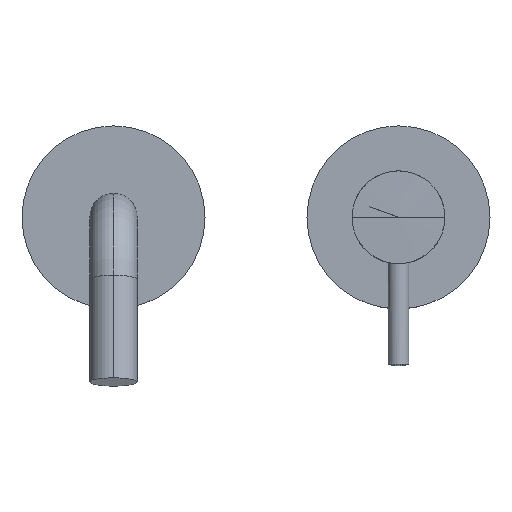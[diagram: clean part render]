
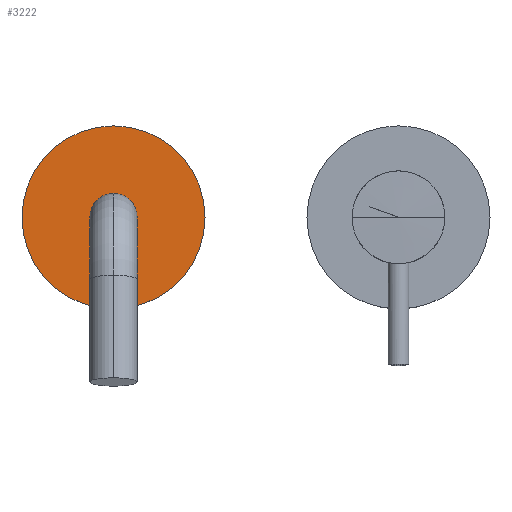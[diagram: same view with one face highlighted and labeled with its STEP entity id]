
A CAD part, top view. The second image highlights one B-rep face of the part: STEP entity #3222.
In plain terms, the highlighted planar face has unit normal (0, 0, 1).
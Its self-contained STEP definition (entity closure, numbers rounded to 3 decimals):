
#3065=CARTESIAN_POINT('',(-109.,0.,54.));
#3066=DIRECTION('',(0.,0.,1.));
#3067=DIRECTION('',(0.,1.,0.));
#3068=AXIS2_PLACEMENT_3D('',#3065,#3066,#3067);
#3074=CARTESIAN_POINT('',(-109.,0.,54.));
#3075=DIRECTION('',(0.,0.,1.));
#3076=DIRECTION('',(-1.,0.,0.));
#3077=AXIS2_PLACEMENT_3D('',#3074,#3075,#3076);
#3079=CARTESIAN_POINT('',(-109.,0.,54.));
#3080=DIRECTION('',(0.,0.,-1.));
#3081=DIRECTION('',(-1.,0.,0.));
#3082=AXIS2_PLACEMENT_3D('',#3079,#3080,#3081);
#3102=CARTESIAN_POINT('',(-109.,0.,54.));
#3103=DIRECTION('',(0.,0.,1.));
#3104=DIRECTION('',(0.,-1.,0.));
#3105=AXIS2_PLACEMENT_3D('',#3102,#3103,#3104);
#3172=CARTESIAN_POINT('',(-144.,0.,54.));
#3174=VERTEX_POINT('',#3172);
#3176=CARTESIAN_POINT('',(-74.,0.,54.));
#3178=VERTEX_POINT('',#3176);
#3179=CARTESIAN_POINT('',(-109.,-9.,54.));
#3180=CARTESIAN_POINT('',(-109.,9.,54.));
#3181=VERTEX_POINT('',#3179);
#3182=VERTEX_POINT('',#3180);
#3206=CARTESIAN_POINT('',(-109.,0.,54.));
#3207=DIRECTION('',(0.,0.,-1.));
#3208=DIRECTION('',(1.,0.,0.));
#3209=AXIS2_PLACEMENT_3D('',#3206,#3207,#3208);
#3210=PLANE('',#3209);
#3212=ORIENTED_EDGE('',*,*,#3211,.F.);
#3214=ORIENTED_EDGE('',*,*,#3213,.T.);
#3215=EDGE_LOOP('',(#3212,#3214));
#3216=FACE_OUTER_BOUND('',#3215,.F.);
#3218=ORIENTED_EDGE('',*,*,#3217,.T.);
#3219=ORIENTED_EDGE('',*,*,#3188,.T.);
#3220=EDGE_LOOP('',(#3218,#3219));
#3221=FACE_BOUND('',#3220,.F.);
#3222=ADVANCED_FACE('',(#3216,#3221),#3210,.F.);
#3069=CIRCLE('',#3068,9.);
#3078=CIRCLE('',#3077,35.);
#3083=CIRCLE('',#3082,35.);
#3106=CIRCLE('',#3105,9.);
#3188=EDGE_CURVE('',#3182,#3181,#3069,.T.);
#3211=EDGE_CURVE('',#3174,#3178,#3078,.T.);
#3213=EDGE_CURVE('',#3174,#3178,#3083,.T.);
#3217=EDGE_CURVE('',#3181,#3182,#3106,.T.);
